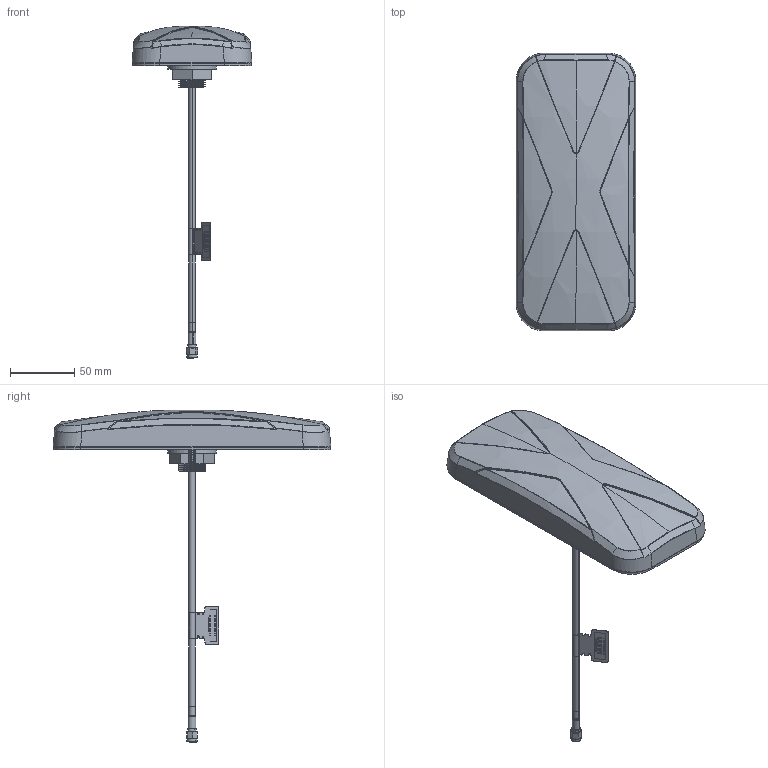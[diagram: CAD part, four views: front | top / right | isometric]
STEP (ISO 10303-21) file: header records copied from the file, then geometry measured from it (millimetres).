
FILE_DESCRIPTION (( 'STEP AP214' ), '1' );
FILE_NAME ('MA413.A.B.002_web.STEP', '2020-06-03T06:31:17', ( '' ), ( '' ), 'SwSTEP 2.0', 'SolidWorks 2018', '' );
FILE_SCHEMA (( 'AUTOMOTIVE_DESIGN' ));
Length unit declared in the file: millimetre
Products named in the file (2): MA413.A.B.002_web
Bounding box: 93.25 x 216.24 x 258.58 mm (x, y, z)
Surface area: 79024.6 mm2 (no closed solid volume)
Topology: 0 solids, 33 shells, 263 faces, 1169 edges, 921 vertices
Faces by surface type: bspline 97, plane 85, cylinder 59, torus 12, cone 10
Entity records: 31680 total; most frequent: CARTESIAN_POINT 20700, ORIENTED_EDGE 1616, DIRECTION 1286, EDGE_CURVE 1169, VERTEX_POINT 921, VECTOR 624, LINE 624, AXIS2_PLACEMENT_3D 331
